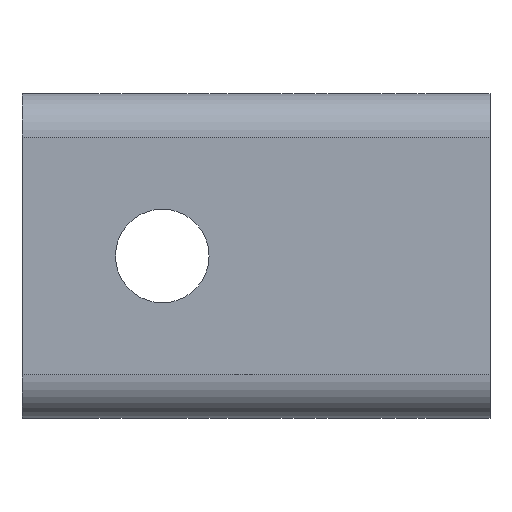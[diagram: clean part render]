
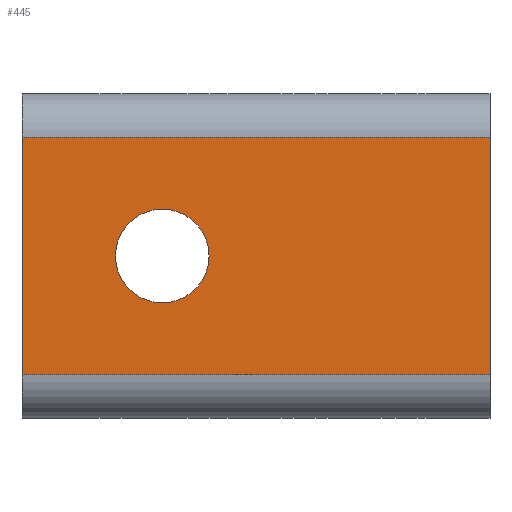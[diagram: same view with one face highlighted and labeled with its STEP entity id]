
A CAD part, front view. The second image highlights one B-rep face of the part: STEP entity #445.
In plain terms, the highlighted planar face has unit normal (0, -1, 0).
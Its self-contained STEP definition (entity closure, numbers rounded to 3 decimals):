
#46 = LINE ( 'NONE', #893, #71 ) ;
#70 = FACE_OUTER_BOUND ( 'NONE', #208, .T. ) ;
#71 = VECTOR ( 'NONE', #507, 1000. ) ;
#104 = ORIENTED_EDGE ( 'NONE', *, *, #1722, .T. ) ;
#131 = VERTEX_POINT ( 'NONE', #1364 ) ;
#171 = VERTEX_POINT ( 'NONE', #1738 ) ;
#208 = EDGE_LOOP ( 'NONE', ( #1183, #782, #940, #1383 ) ) ;
#210 = CARTESIAN_POINT ( 'NONE',  ( -3.815, 0., 0. ) ) ;
#332 = DIRECTION ( 'NONE',  ( 0., 0., -1. ) ) ;
#346 = DIRECTION ( 'NONE',  ( 0., 0., 1. ) ) ;
#418 = LINE ( 'NONE', #745, #1127 ) ;
#445 = ADVANCED_FACE ( 'NONE', ( #1520, #70 ), #1011, .F. ) ;
#507 = DIRECTION ( 'NONE',  ( 0., 0., -1. ) ) ;
#581 = AXIS2_PLACEMENT_3D ( 'NONE', #1478, #1491, #1622 ) ;
#729 = VECTOR ( 'NONE', #971, 1000. ) ;
#733 = CARTESIAN_POINT ( 'NONE',  ( 9.525, 0., 4.835 ) ) ;
#737 = CARTESIAN_POINT ( 'NONE',  ( 9.525, 0., 6.605 ) ) ;
#745 = CARTESIAN_POINT ( 'NONE',  ( -9.525, 0., 6.605 ) ) ;
#782 = ORIENTED_EDGE ( 'NONE', *, *, #1042, .F. ) ;
#810 = CIRCLE ( 'NONE', #910, 1.905 ) ;
#869 = EDGE_CURVE ( 'NONE', #171, #1467, #1315, .T. ) ;
#870 = DIRECTION ( 'NONE',  ( 0., 0., 1. ) ) ;
#893 = CARTESIAN_POINT ( 'NONE',  ( 9.525, 0., 6.605 ) ) ;
#910 = AXIS2_PLACEMENT_3D ( 'NONE', #210, #1524, #346 ) ;
#940 = ORIENTED_EDGE ( 'NONE', *, *, #1244, .F. ) ;
#942 = ORIENTED_EDGE ( 'NONE', *, *, #869, .T. ) ;
#971 = DIRECTION ( 'NONE',  ( -1., 0., 0. ) ) ;
#1009 = AXIS2_PLACEMENT_3D ( 'NONE', #737, #1680, #870 ) ;
#1010 = CARTESIAN_POINT ( 'NONE',  ( -3.815, 0., -1.905 ) ) ;
#1011 = PLANE ( 'NONE',  #1009 ) ;
#1017 = LINE ( 'NONE', #1241, #729 ) ;
#1042 = EDGE_CURVE ( 'NONE', #1674, #131, #1017, .T. ) ;
#1127 = VECTOR ( 'NONE', #332, 1000. ) ;
#1158 = EDGE_CURVE ( 'NONE', #1547, #131, #418, .T. ) ;
#1183 = ORIENTED_EDGE ( 'NONE', *, *, #1158, .T. ) ;
#1216 = EDGE_CURVE ( 'NONE', #1648, #1547, #1498, .T. ) ;
#1241 = CARTESIAN_POINT ( 'NONE',  ( 9.525, 0., -4.835 ) ) ;
#1244 = EDGE_CURVE ( 'NONE', #1648, #1674, #46, .T. ) ;
#1315 = CIRCLE ( 'NONE', #581, 1.905 ) ;
#1332 = VECTOR ( 'NONE', #1676, 1000. ) ;
#1338 = CARTESIAN_POINT ( 'NONE',  ( 9.525, 0., -4.835 ) ) ;
#1364 = CARTESIAN_POINT ( 'NONE',  ( -9.525, 0., -4.835 ) ) ;
#1383 = ORIENTED_EDGE ( 'NONE', *, *, #1216, .T. ) ;
#1457 = CARTESIAN_POINT ( 'NONE',  ( -9.525, 0., 4.835 ) ) ;
#1467 = VERTEX_POINT ( 'NONE', #1010 ) ;
#1478 = CARTESIAN_POINT ( 'NONE',  ( -3.815, 0., 0. ) ) ;
#1487 = CARTESIAN_POINT ( 'NONE',  ( 9.525, 0., 4.835 ) ) ;
#1489 = EDGE_LOOP ( 'NONE', ( #942, #104 ) ) ;
#1491 = DIRECTION ( 'NONE',  ( 0., 1., 0. ) ) ;
#1498 = LINE ( 'NONE', #733, #1332 ) ;
#1520 = FACE_BOUND ( 'NONE', #1489, .T. ) ;
#1524 = DIRECTION ( 'NONE',  ( 0., 1., 0. ) ) ;
#1547 = VERTEX_POINT ( 'NONE', #1457 ) ;
#1622 = DIRECTION ( 'NONE',  ( 0., 0., 1. ) ) ;
#1648 = VERTEX_POINT ( 'NONE', #1487 ) ;
#1674 = VERTEX_POINT ( 'NONE', #1338 ) ;
#1676 = DIRECTION ( 'NONE',  ( -1., 0., 0. ) ) ;
#1680 = DIRECTION ( 'NONE',  ( 0., 1., 0. ) ) ;
#1722 = EDGE_CURVE ( 'NONE', #1467, #171, #810, .T. ) ;
#1738 = CARTESIAN_POINT ( 'NONE',  ( -3.815, 0., 1.905 ) ) ;
